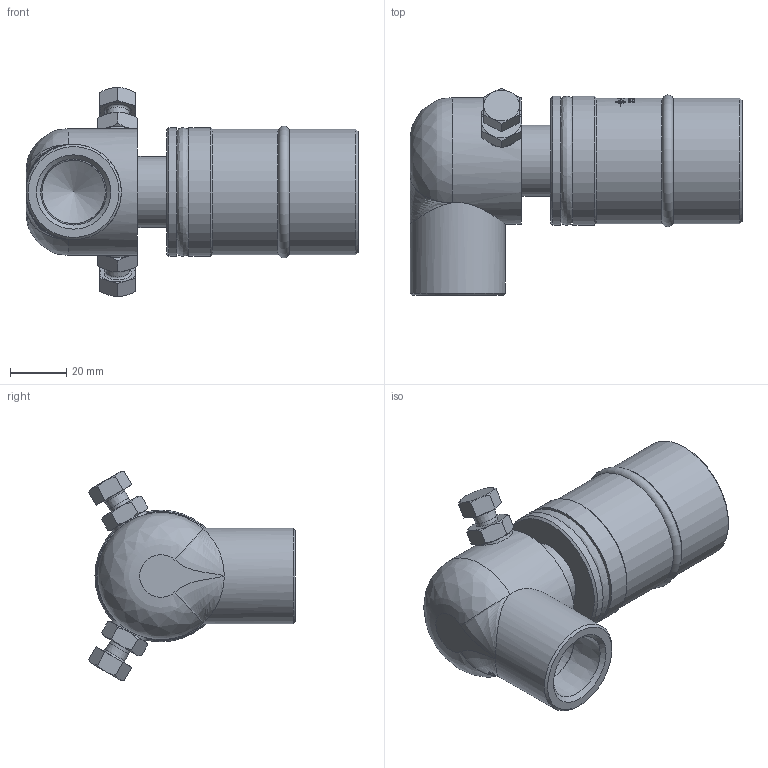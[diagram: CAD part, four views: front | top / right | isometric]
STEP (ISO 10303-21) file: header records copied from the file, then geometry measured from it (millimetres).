
FILE_DESCRIPTION(/* description */ (''),/* implementation_level */ '2;1');
FILE_NAME(/* name */ '2420-017-125-IC.stp',/* time_stamp */ '2020-05-21T09:55:35-05:00',/* author */ ('GALINDOLM'),/* organization */ (''),/* preprocessor_version */ 'ST-DEVELOPER v18',/* originating_system */ 'Autodesk Inventor 2020',/* authorisation */ '');
FILE_SCHEMA (('AUTOMOTIVE_DESIGN { 1 0 10303 214 3 1 1 }'));
Length unit declared in the file: millimetre
Products named in the file (1): 2420-017-125-IC
Bounding box: 118.45 x 73.75 x 74.54 mm (x, y, z)
Volume: 161895.6 mm3; surface area: 41814.5 mm2
Topology: 4 solids, 4 shells, 461 faces, 1175 edges, 767 vertices
Faces by surface type: plane 171, bspline 170, cylinder 66, cone 51, torus 3
Full cylindrical faces by diameter (mm): 1.981 x2, 7.938 x4, 14 x2, 17.5 x2, 22.631 x1, 25.36 x1, 25.45 x1, 34 x1, 39 x4, 39.8 x1, 42.1 x1, 44.8 x2, 45.2 x1, 46 x2
Entity records: 19522 total; most frequent: CARTESIAN_POINT 8974, ORIENTED_EDGE 2346, DIRECTION 1807, EDGE_CURVE 1173, VERTEX_POINT 771, AXIS2_PLACEMENT_3D 690, EDGE_LOOP 518, FACE_OUTER_BOUND 461
